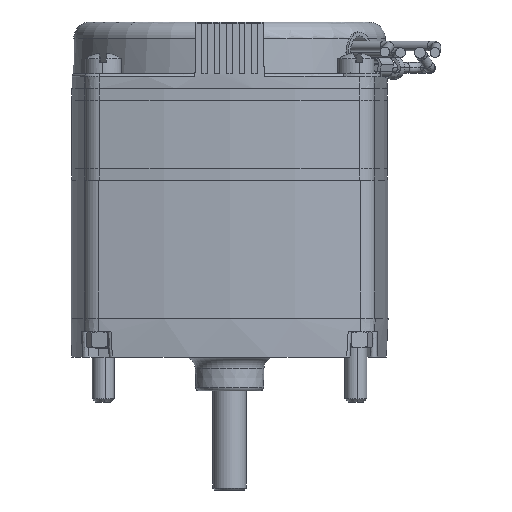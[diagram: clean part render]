
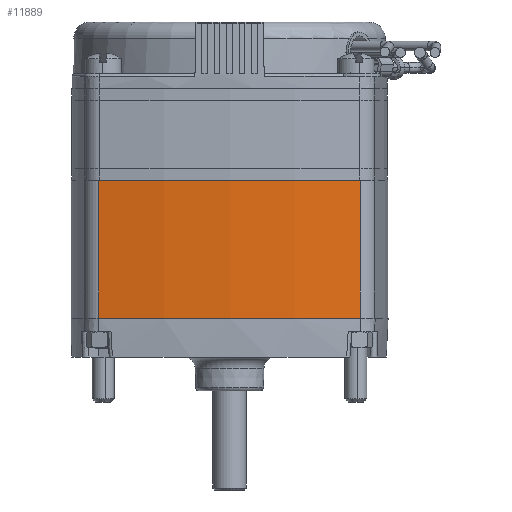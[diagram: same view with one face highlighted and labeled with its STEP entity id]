
A CAD part, front view. The second image highlights one B-rep face of the part: STEP entity #11889.
In plain terms, the highlighted cylindrical face has radius 127 mm (diameter 254 mm), a partial arc.
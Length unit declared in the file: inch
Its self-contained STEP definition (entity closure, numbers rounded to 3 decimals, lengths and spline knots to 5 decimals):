
#1197 = DIRECTION ( 'NONE',  ( 0., 0., 1. ) ) ;
#1710 = CARTESIAN_POINT ( 'NONE',  ( 0., 3.81, 0. ) ) ;
#1862 = CYLINDRICAL_SURFACE ( 'NONE', #2178, 5. ) ;
#2178 = AXIS2_PLACEMENT_3D ( 'NONE', #10219, #17109, #5483 ) ;
#3211 = EDGE_CURVE ( 'NONE', #14326, #18690, #3700, .T. ) ;
#3462 = CARTESIAN_POINT ( 'NONE',  ( -0.98272, -1.09247, 1.037 ) ) ;
#3700 = CIRCLE ( 'NONE', #5854, 5. ) ;
#4504 = ORIENTED_EDGE ( 'NONE', *, *, #13017, .T. ) ;
#4729 = ORIENTED_EDGE ( 'NONE', *, *, #4743, .T. ) ;
#4743 = EDGE_CURVE ( 'NONE', #10507, #14326, #18789, .T. ) ;
#5228 = CARTESIAN_POINT ( 'NONE',  ( 0.98272, -1.09247, 1.037 ) ) ;
#5253 = EDGE_CURVE ( 'NONE', #10507, #18968, #18985, .T. ) ;
#5483 = DIRECTION ( 'NONE',  ( -1., 0., 0. ) ) ;
#5854 = AXIS2_PLACEMENT_3D ( 'NONE', #1710, #1197, #9588 ) ;
#6121 = EDGE_LOOP ( 'NONE', ( #14788, #4729, #9213, #4504 ) ) ;
#6458 = FACE_OUTER_BOUND ( 'NONE', #6121, .T. ) ;
#8229 = DIRECTION ( 'NONE',  ( 0., 0., 1. ) ) ;
#9213 = ORIENTED_EDGE ( 'NONE', *, *, #3211, .T. ) ;
#9588 = DIRECTION ( 'NONE',  ( 1., 0., 0. ) ) ;
#9860 = CARTESIAN_POINT ( 'NONE',  ( -0.98272, -1.09247, 0. ) ) ;
#10219 = CARTESIAN_POINT ( 'NONE',  ( 0., 3.81, 1.037 ) ) ;
#10507 = VERTEX_POINT ( 'NONE', #3462 ) ;
#11654 = DIRECTION ( 'NONE',  ( 0., 0., -1. ) ) ;
#11889 = ADVANCED_FACE ( 'NONE', ( #6458 ), #1862, .T. ) ;
#12217 = VECTOR ( 'NONE', #14710, 39.37008 ) ;
#13017 = EDGE_CURVE ( 'NONE', #18690, #18968, #16145, .T. ) ;
#13295 = CARTESIAN_POINT ( 'NONE',  ( 0.98272, -1.09247, 1.037 ) ) ;
#13519 = CARTESIAN_POINT ( 'NONE',  ( -0.98272, -1.09247, 1.037 ) ) ;
#14069 = CARTESIAN_POINT ( 'NONE',  ( 0.98272, -1.09247, 0. ) ) ;
#14326 = VERTEX_POINT ( 'NONE', #9860 ) ;
#14710 = DIRECTION ( 'NONE',  ( 0., 0., 1. ) ) ;
#14788 = ORIENTED_EDGE ( 'NONE', *, *, #5253, .F. ) ;
#16145 = LINE ( 'NONE', #5228, #12217 ) ;
#16899 = AXIS2_PLACEMENT_3D ( 'NONE', #19317, #8229, #17714 ) ;
#17109 = DIRECTION ( 'NONE',  ( 0., 0., -1. ) ) ;
#17591 = VECTOR ( 'NONE', #11654, 39.37008 ) ;
#17714 = DIRECTION ( 'NONE',  ( 1., 0., 0. ) ) ;
#18690 = VERTEX_POINT ( 'NONE', #14069 ) ;
#18789 = LINE ( 'NONE', #13519, #17591 ) ;
#18968 = VERTEX_POINT ( 'NONE', #13295 ) ;
#18985 = CIRCLE ( 'NONE', #16899, 5. ) ;
#19317 = CARTESIAN_POINT ( 'NONE',  ( 0., 3.81, 1.037 ) ) ;
